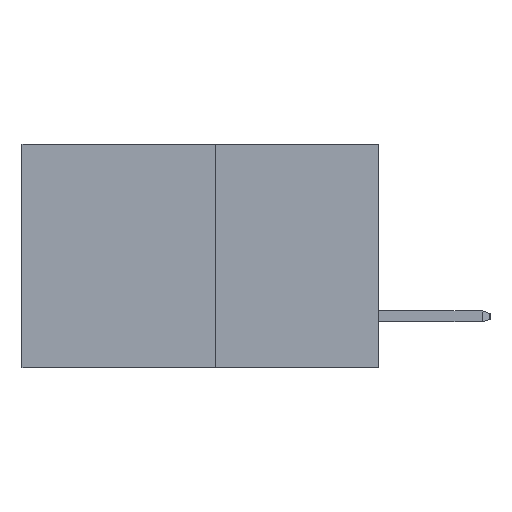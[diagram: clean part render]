
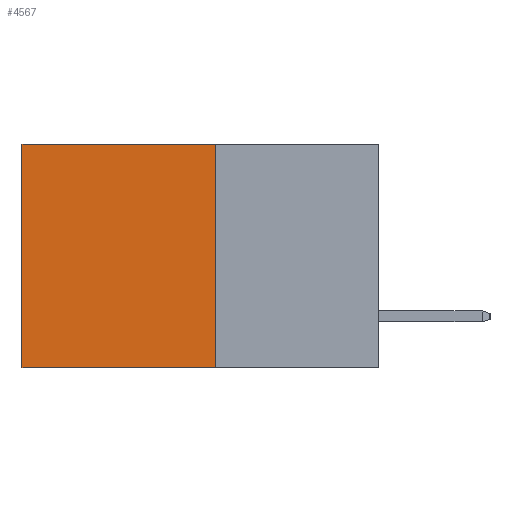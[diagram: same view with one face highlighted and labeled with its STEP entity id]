
A CAD part, left-side view. The second image highlights one B-rep face of the part: STEP entity #4567.
In plain terms, the highlighted planar face has unit normal (-1, 0, 0).
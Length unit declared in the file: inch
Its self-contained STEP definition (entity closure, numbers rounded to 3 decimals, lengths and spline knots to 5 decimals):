
#450 = LINE ( 'NONE', #2431, #6328 ) ;
#491 = EDGE_CURVE ( 'NONE', #13875, #6792, #13453, .T. ) ;
#946 = DIRECTION ( 'NONE',  ( 0., 1., 0. ) ) ;
#1117 = ORIENTED_EDGE ( 'NONE', *, *, #4113, .F. ) ;
#1218 = VECTOR ( 'NONE', #2656, 39.37008 ) ;
#2050 = LINE ( 'NONE', #3236, #13908 ) ;
#2431 = CARTESIAN_POINT ( 'NONE',  ( 0.277, 0.27, -0.37 ) ) ;
#2656 = DIRECTION ( 'NONE',  ( 0., 0., -1. ) ) ;
#2754 = EDGE_CURVE ( 'NONE', #11950, #11866, #10718, .T. ) ;
#2808 = FACE_OUTER_BOUND ( 'NONE', #5182, .T. ) ;
#3236 = CARTESIAN_POINT ( 'NONE',  ( 0.277, 0.27, 0. ) ) ;
#4113 = EDGE_CURVE ( 'NONE', #6792, #11866, #450, .T. ) ;
#4233 = ORIENTED_EDGE ( 'NONE', *, *, #491, .F. ) ;
#4567 = ADVANCED_FACE ( 'NONE', ( #2808 ), #11028, .F. ) ;
#4748 = CARTESIAN_POINT ( 'NONE',  ( 0.277, 0.59, -0.37 ) ) ;
#5133 = CARTESIAN_POINT ( 'NONE',  ( 0.277, 0.27, -0.37 ) ) ;
#5182 = EDGE_LOOP ( 'NONE', ( #7025, #1117, #4233, #13708 ) ) ;
#6328 = VECTOR ( 'NONE', #10024, 39.37008 ) ;
#6792 = VERTEX_POINT ( 'NONE', #12711 ) ;
#6812 = DIRECTION ( 'NONE',  ( 0., 0., -1. ) ) ;
#7007 = CARTESIAN_POINT ( 'NONE',  ( 0.277, 0.59, 0. ) ) ;
#7025 = ORIENTED_EDGE ( 'NONE', *, *, #2754, .T. ) ;
#8569 = AXIS2_PLACEMENT_3D ( 'NONE', #11016, #10997, #10961 ) ;
#9429 = CARTESIAN_POINT ( 'NONE',  ( 0.277, 0.27, 0. ) ) ;
#10024 = DIRECTION ( 'NONE',  ( 0., 1., 0. ) ) ;
#10335 = VECTOR ( 'NONE', #6812, 39.37008 ) ;
#10718 = LINE ( 'NONE', #4748, #1218 ) ;
#10961 = DIRECTION ( 'NONE',  ( 0., 0., -1. ) ) ;
#10997 = DIRECTION ( 'NONE',  ( 1., 0., 0. ) ) ;
#11016 = CARTESIAN_POINT ( 'NONE',  ( 0.277, 0.27, -0.37 ) ) ;
#11028 = PLANE ( 'NONE',  #8569 ) ;
#11145 = EDGE_CURVE ( 'NONE', #13875, #11950, #2050, .T. ) ;
#11866 = VERTEX_POINT ( 'NONE', #12839 ) ;
#11950 = VERTEX_POINT ( 'NONE', #7007 ) ;
#12711 = CARTESIAN_POINT ( 'NONE',  ( 0.277, 0.27, -0.37 ) ) ;
#12839 = CARTESIAN_POINT ( 'NONE',  ( 0.277, 0.59, -0.37 ) ) ;
#13453 = LINE ( 'NONE', #5133, #10335 ) ;
#13708 = ORIENTED_EDGE ( 'NONE', *, *, #11145, .T. ) ;
#13875 = VERTEX_POINT ( 'NONE', #9429 ) ;
#13908 = VECTOR ( 'NONE', #946, 39.37008 ) ;
